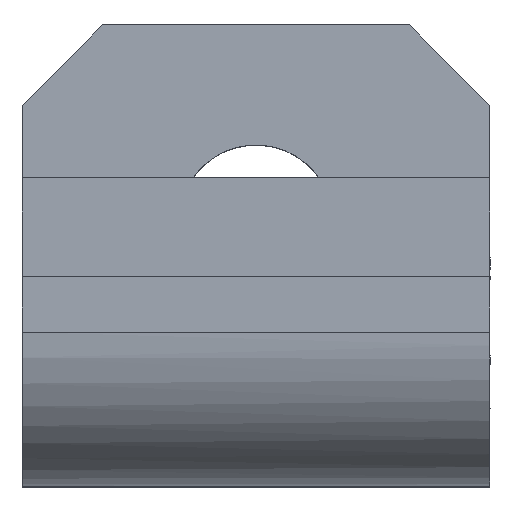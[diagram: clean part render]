
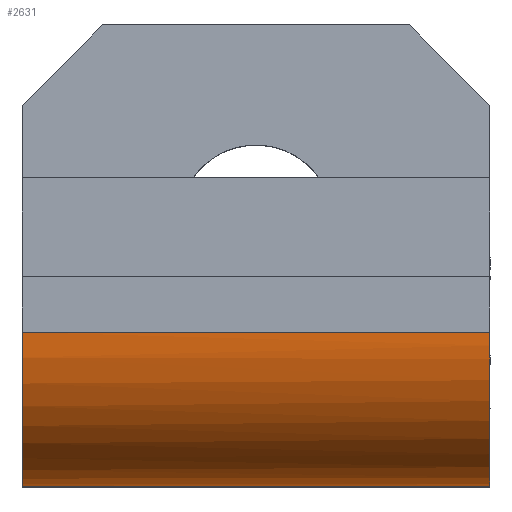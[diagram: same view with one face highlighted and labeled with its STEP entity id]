
A CAD part, top view. The second image highlights one B-rep face of the part: STEP entity #2631.
In plain terms, the highlighted free-form (B-spline) face has degree [2, 1] with [3, 2] control points.
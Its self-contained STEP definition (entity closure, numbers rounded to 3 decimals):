
#2631 = ADVANCED_FACE('',(#2632),#2664,.T.);
#2632 = FACE_BOUND('',#2633,.T.);
#2633 = EDGE_LOOP('',(#2634,#2643,#2651,#2658));
#2634 = ORIENTED_EDGE('',*,*,#2635,.F.);
#2635 = EDGE_CURVE('',#2636,#2638,#2640,.T.);
#2636 = VERTEX_POINT('',#2637);
#2637 = CARTESIAN_POINT('',(34.287,0.,
    22.557));
#2638 = VERTEX_POINT('',#2639);
#2639 = CARTESIAN_POINT('',(-34.287,0.,
    22.557));
#2640 = B_SPLINE_CURVE_WITH_KNOTS('',1,(#2641,#2642),.UNSPECIFIED.,.F.,
  .F.,(2,2),(0.,76.),.PIECEWISE_BEZIER_KNOTS.);
#2641 = CARTESIAN_POINT('',(34.287,0.,22.557));
#2642 = CARTESIAN_POINT('',(-34.287,0.,22.557));
#2643 = ORIENTED_EDGE('',*,*,#2644,.F.);
#2644 = EDGE_CURVE('',#2645,#2636,#2647,.T.);
#2645 = VERTEX_POINT('',#2646);
#2646 = CARTESIAN_POINT('',(34.287,-22.557,
    0.));
#2647 = ( BOUNDED_CURVE() B_SPLINE_CURVE(2,(#2648,#2649,#2650),
.UNSPECIFIED.,.F.,.F.) B_SPLINE_CURVE_WITH_KNOTS((3,3),(0.,
1.571),.PIECEWISE_BEZIER_KNOTS.) CURVE() 
GEOMETRIC_REPRESENTATION_ITEM() RATIONAL_B_SPLINE_CURVE((1.,
0.707,1.)) REPRESENTATION_ITEM('') );
#2648 = CARTESIAN_POINT('',(34.287,-22.557,
    0.));
#2649 = CARTESIAN_POINT('',(34.287,-22.557,
    22.557));
#2650 = CARTESIAN_POINT('',(34.287,0.,
    22.557));
#2651 = ORIENTED_EDGE('',*,*,#2652,.F.);
#2652 = EDGE_CURVE('',#2653,#2645,#2655,.T.);
#2653 = VERTEX_POINT('',#2654);
#2654 = CARTESIAN_POINT('',(-34.287,-22.557,
    0.));
#2655 = B_SPLINE_CURVE_WITH_KNOTS('',1,(#2656,#2657),.UNSPECIFIED.,.F.,
  .F.,(2,2),(0.,76.),.PIECEWISE_BEZIER_KNOTS.);
#2656 = CARTESIAN_POINT('',(-34.287,-22.557,0.));
#2657 = CARTESIAN_POINT('',(34.287,-22.557,0.));
#2658 = ORIENTED_EDGE('',*,*,#2659,.F.);
#2659 = EDGE_CURVE('',#2638,#2653,#2660,.T.);
#2660 = ( BOUNDED_CURVE() B_SPLINE_CURVE(2,(#2661,#2662,#2663),
.UNSPECIFIED.,.F.,.F.) B_SPLINE_CURVE_WITH_KNOTS((3,3),(0.,
1.571),.PIECEWISE_BEZIER_KNOTS.) CURVE() 
GEOMETRIC_REPRESENTATION_ITEM() RATIONAL_B_SPLINE_CURVE((1.,
0.707,1.)) REPRESENTATION_ITEM('') );
#2661 = CARTESIAN_POINT('',(-34.287,0.,
    22.557));
#2662 = CARTESIAN_POINT('',(-34.287,-22.557,
    22.557));
#2663 = CARTESIAN_POINT('',(-34.287,-22.557,
    0.));
#2664 = ( BOUNDED_SURFACE() B_SPLINE_SURFACE(2,1,(
    (#2665,#2666)
    ,(#2667,#2668)
    ,(#2669,#2670
)),.UNSPECIFIED.,.F.,.F.,.F.) B_SPLINE_SURFACE_WITH_KNOTS((3,3),(2,2),(
    0.,1.571),(0.,76.),.PIECEWISE_BEZIER_KNOTS.) 
GEOMETRIC_REPRESENTATION_ITEM() RATIONAL_B_SPLINE_SURFACE((
    (1.,1.)
    ,(0.707,0.707)
,(1.,1.))) REPRESENTATION_ITEM('') SURFACE() );
#2665 = CARTESIAN_POINT('',(34.287,0.,
    22.557));
#2666 = CARTESIAN_POINT('',(-34.287,0.,
    22.557));
#2667 = CARTESIAN_POINT('',(34.287,-22.557,
    22.557));
#2668 = CARTESIAN_POINT('',(-34.287,-22.557,
    22.557));
#2669 = CARTESIAN_POINT('',(34.287,-22.557,
    0.));
#2670 = CARTESIAN_POINT('',(-34.287,-22.557,
    0.));
